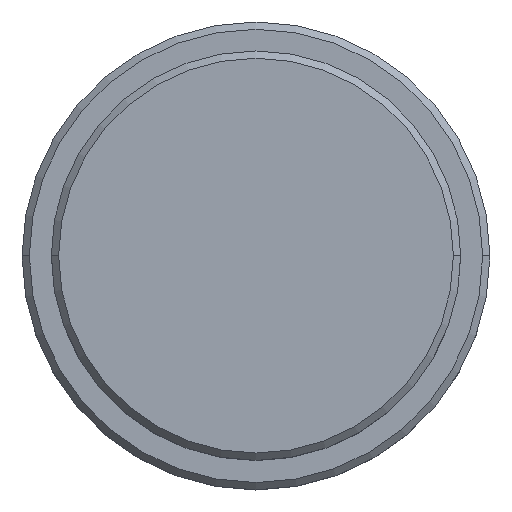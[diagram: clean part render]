
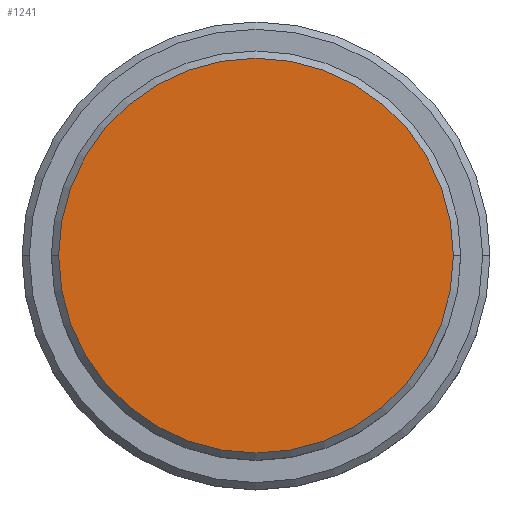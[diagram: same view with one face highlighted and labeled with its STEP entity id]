
A CAD part, top view. The second image highlights one B-rep face of the part: STEP entity #1241.
In plain terms, the highlighted planar face has unit normal (0, 0, 1).
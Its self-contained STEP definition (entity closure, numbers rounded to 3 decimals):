
#209 = DIRECTION ( 'NONE',  ( 0., 0., 1. ) ) ;
#214 = AXIS2_PLACEMENT_3D ( 'NONE', #1008, #1213, #683 ) ;
#251 = DIRECTION ( 'NONE',  ( 0., 0., 1. ) ) ;
#338 = ORIENTED_EDGE ( 'NONE', *, *, #1171, .T. ) ;
#362 = VERTEX_POINT ( 'NONE', #878 ) ;
#404 = EDGE_LOOP ( 'NONE', ( #1404, #338 ) ) ;
#560 = AXIS2_PLACEMENT_3D ( 'NONE', #1230, #251, #686 ) ;
#655 = PLANE ( 'NONE',  #214 ) ;
#683 = DIRECTION ( 'NONE',  ( 1., 0., 0. ) ) ;
#686 = DIRECTION ( 'NONE',  ( 1., 0., 0. ) ) ;
#783 = EDGE_CURVE ( 'NONE', #958, #362, #1127, .T. ) ;
#878 = CARTESIAN_POINT ( 'NONE',  ( 13.5, 0., 0. ) ) ;
#896 = DIRECTION ( 'NONE',  ( 1., 0., 0. ) ) ;
#958 = VERTEX_POINT ( 'NONE', #1122 ) ;
#1008 = CARTESIAN_POINT ( 'NONE',  ( 0., 0., 0. ) ) ;
#1122 = CARTESIAN_POINT ( 'NONE',  ( -13.5, 0., 0. ) ) ;
#1127 = CIRCLE ( 'NONE', #560, 13.5 ) ;
#1171 = EDGE_CURVE ( 'NONE', #362, #958, #1226, .T. ) ;
#1213 = DIRECTION ( 'NONE',  ( 0., 0., 1. ) ) ;
#1218 = FACE_OUTER_BOUND ( 'NONE', #404, .T. ) ;
#1226 = CIRCLE ( 'NONE', #1396, 13.5 ) ;
#1230 = CARTESIAN_POINT ( 'NONE',  ( 0., 0., 0. ) ) ;
#1241 = ADVANCED_FACE ( 'NONE', ( #1218 ), #655, .T. ) ;
#1325 = CARTESIAN_POINT ( 'NONE',  ( 0., 0., 0. ) ) ;
#1396 = AXIS2_PLACEMENT_3D ( 'NONE', #1325, #209, #896 ) ;
#1404 = ORIENTED_EDGE ( 'NONE', *, *, #783, .T. ) ;
